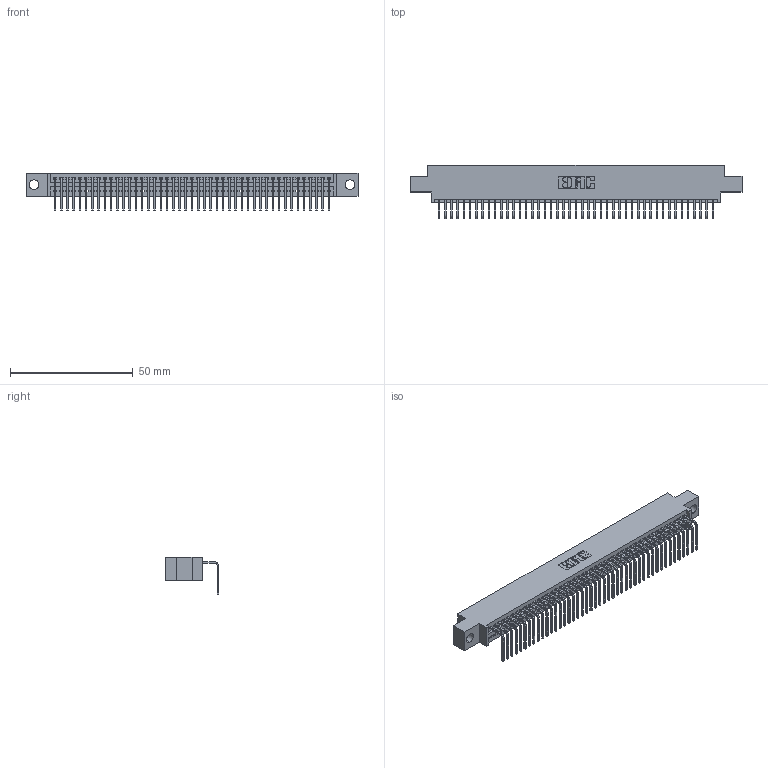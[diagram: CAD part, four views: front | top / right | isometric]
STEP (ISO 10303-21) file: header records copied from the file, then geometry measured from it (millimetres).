
FILE_DESCRIPTION (( 'STEP AP203' ), '1' );
FILE_NAME ('345-045-558-604.STEP', '2018-09-09T12:54:31', ( '' ), ( '' ), 'SwSTEP 2.0', 'SolidWorks 2016', '' );
FILE_SCHEMA (( 'CONFIG_CONTROL_DESIGN' ));
Length unit declared in the file: inch
Products named in the file (3): 345-045-558-604; 345 Part_0.170 Offset - 0.156 Dia-TH; 345-292-001_558 Tail - 2
Assembly tree (46 placements, depth 2):
  345-045-558-604
    345 Part_0.170 Offset - 0.156 Dia-TH
    345-292-001_558 Tail - 2  x45
Bounding box: 135.51 x 21.83 x 15.37 mm (x, y, z)
Volume: 12844.1 mm3; surface area: 17925.7 mm2
Topology: 46 solids, 46 shells, 2830 faces, 8543 edges, 5634 vertices
Faces by surface type: plane 1974, cylinder 856
Entity records: 33683 total; most frequent: CARTESIAN_POINT 5843, ORIENTED_EDGE 5822, DIRECTION 5097, EDGE_CURVE 2911, VECTOR 2599, LINE 2599, VERTEX_POINT 1938, AXIS2_PLACEMENT_3D 1249
